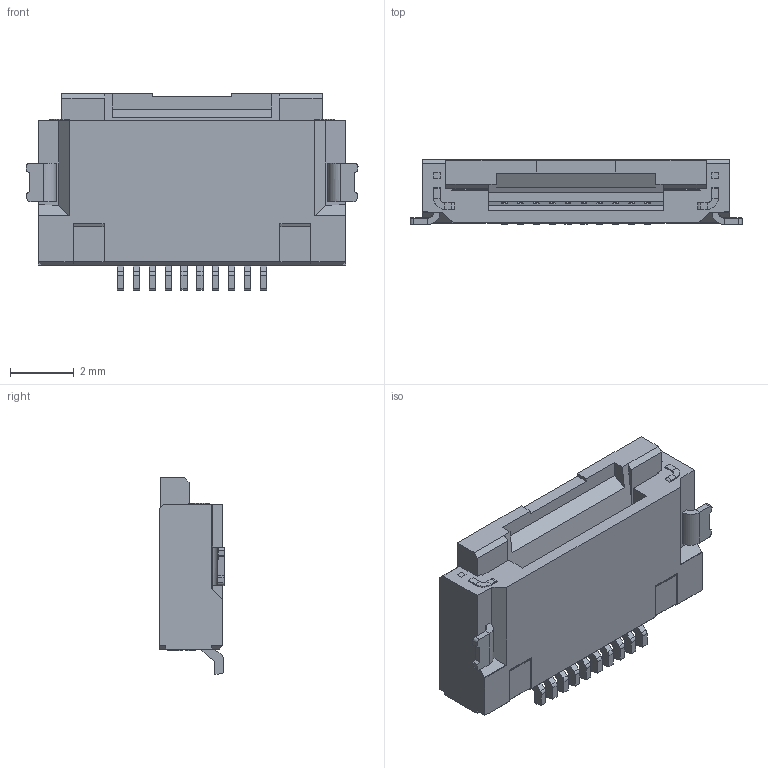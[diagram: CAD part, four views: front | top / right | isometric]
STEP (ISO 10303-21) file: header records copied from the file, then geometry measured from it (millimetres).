
FILE_DESCRIPTION (( 'STEP AP203' ), '1' );
FILE_NAME ('HF601-10-02.STEP', '2017-04-18T02:06:51', ( 'admin' ), ( '' ), 'SwSTEP 2.0', 'SolidWorks 2014', '' );
FILE_SCHEMA (( 'CONFIG_CONTROL_DESIGN' ));
Length unit declared in the file: millimetre
Products named in the file (1): HF601-10-02
Bounding box: 10.45 x 2.05 x 6.2 mm (x, y, z)
Volume: 74 mm3; surface area: 244.8 mm2
Topology: 1 solids, 1 shells, 553 faces, 1544 edges, 1020 vertices
Faces by surface type: plane 450, cylinder 103
Entity records: 17659 total; most frequent: CARTESIAN_POINT 3214, ORIENTED_EDGE 3088, DIRECTION 2824, EDGE_CURVE 1544, LINE 1308, VECTOR 1308, VERTEX_POINT 1020, AXIS2_PLACEMENT_3D 758
